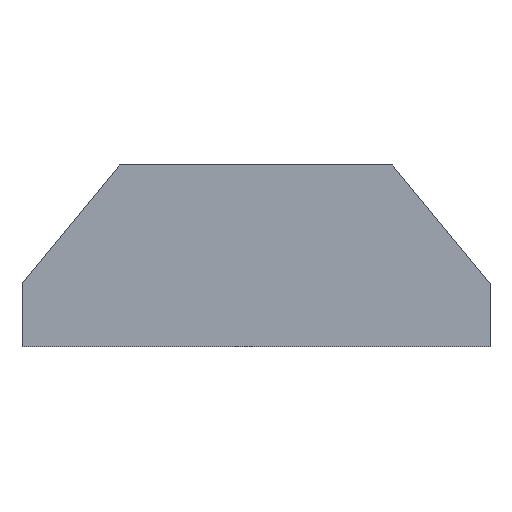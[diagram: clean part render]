
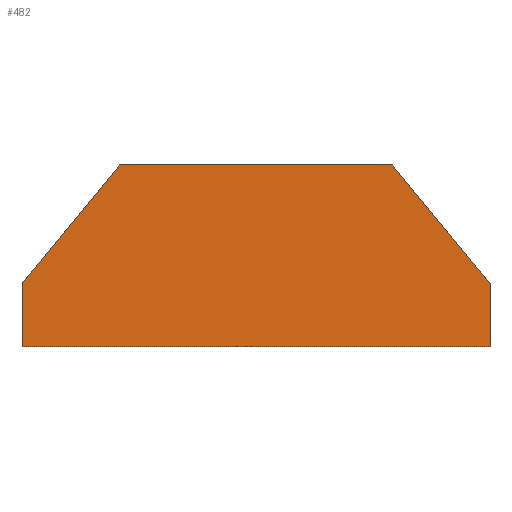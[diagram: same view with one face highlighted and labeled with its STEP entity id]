
A CAD part, front view. The second image highlights one B-rep face of the part: STEP entity #482.
In plain terms, the highlighted planar face has unit normal (0, -1, 0).
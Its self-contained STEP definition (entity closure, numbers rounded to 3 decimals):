
#42=PLANE('',#526);
#68=FACE_OUTER_BOUND('',#98,.T.);
#98=EDGE_LOOP('',(#449,#450,#451,#452,#453,#454));
#138=LINE('',#740,#198);
#145=LINE('',#753,#205);
#148=LINE('',#759,#208);
#151=LINE('',#765,#211);
#154=LINE('',#771,#214);
#157=LINE('',#776,#217);
#198=VECTOR('',#610,10.);
#205=VECTOR('',#623,10.);
#208=VECTOR('',#628,10.);
#211=VECTOR('',#633,10.);
#214=VECTOR('',#638,10.);
#217=VECTOR('',#643,10.);
#251=VERTEX_POINT('',#737);
#252=VERTEX_POINT('',#739);
#255=VERTEX_POINT('',#752);
#257=VERTEX_POINT('',#758);
#259=VERTEX_POINT('',#764);
#261=VERTEX_POINT('',#770);
#306=EDGE_CURVE('',#251,#252,#138,.T.);
#313=EDGE_CURVE('',#251,#255,#145,.T.);
#316=EDGE_CURVE('',#255,#257,#148,.T.);
#319=EDGE_CURVE('',#257,#259,#151,.T.);
#322=EDGE_CURVE('',#261,#259,#154,.T.);
#325=EDGE_CURVE('',#252,#261,#157,.T.);
#449=ORIENTED_EDGE('',*,*,#306,.F.);
#450=ORIENTED_EDGE('',*,*,#313,.T.);
#451=ORIENTED_EDGE('',*,*,#316,.T.);
#452=ORIENTED_EDGE('',*,*,#319,.T.);
#453=ORIENTED_EDGE('',*,*,#322,.F.);
#454=ORIENTED_EDGE('',*,*,#325,.F.);
#482=ADVANCED_FACE('',(#68),#42,.F.);
#526=AXIS2_PLACEMENT_3D('',#779,#647,#648);
#610=DIRECTION('',(1.,0.,0.));
#623=DIRECTION('',(-0.635,0.,-0.773));
#628=DIRECTION('',(0.,0.,-1.));
#633=DIRECTION('',(1.,0.,0.));
#638=DIRECTION('',(0.,0.,-1.));
#643=DIRECTION('',(0.635,0.,-0.773));
#647=DIRECTION('center_axis',(0.,1.,0.));
#648=DIRECTION('ref_axis',(1.,0.,0.));
#737=CARTESIAN_POINT('',(-2.625,0.,3.5));
#739=CARTESIAN_POINT('',(2.625,0.,3.5));
#740=CARTESIAN_POINT('',(0.,0.,3.5));
#752=CARTESIAN_POINT('',(-4.5,0.,1.217));
#753=CARTESIAN_POINT('',(-2.625,0.,3.5));
#758=CARTESIAN_POINT('',(-4.5,0.,0.));
#759=CARTESIAN_POINT('',(-4.5,0.,1.217));
#764=CARTESIAN_POINT('',(4.5,0.,0.));
#765=CARTESIAN_POINT('',(0.,0.,0.));
#770=CARTESIAN_POINT('',(4.5,0.,1.217));
#771=CARTESIAN_POINT('',(4.5,0.,1.217));
#776=CARTESIAN_POINT('',(2.625,0.,3.5));
#779=CARTESIAN_POINT('Origin',(0.,0.,1.75));
